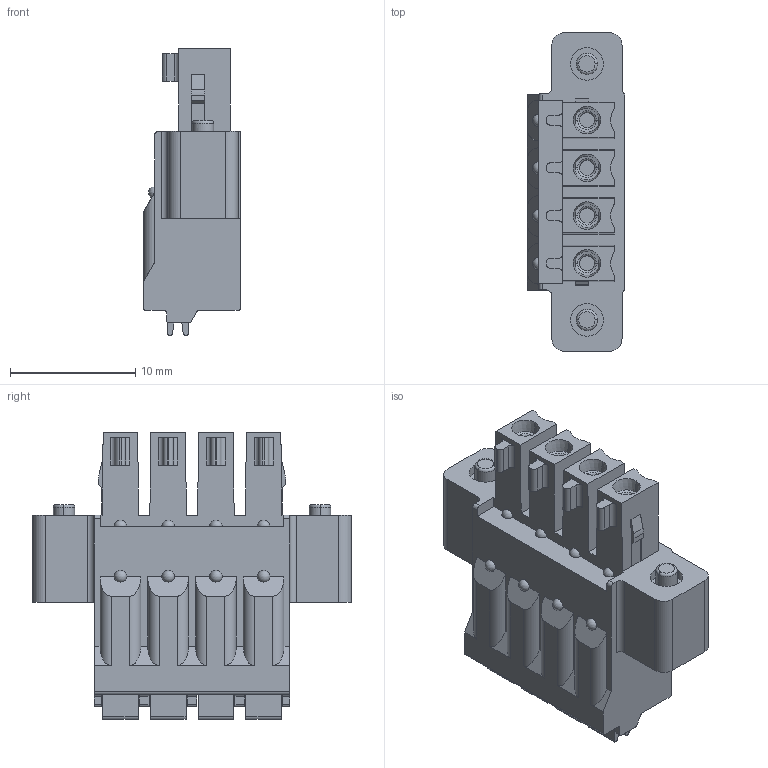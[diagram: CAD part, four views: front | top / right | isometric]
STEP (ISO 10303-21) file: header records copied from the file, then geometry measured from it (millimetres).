
FILE_DESCRIPTION((''),'2;1');
FILE_NAME('TLPSW-107-06P-X','2024-09-24T',('sheji'),(''),'PRO/ENGINEER BY PARAMETRIC TECHNOLOGY CORPORATION, 2015240','PRO/ENGINEER BY PARAMETRIC TECHNOLOGY CORPORATION, 2015240','');
FILE_SCHEMA(('CONFIG_CONTROL_DESIGN'));
Length unit declared in the file: millimetre
Products named in the file (1): TLPSW-107-06P-X
Bounding box: 7.75 x 25.43 x 22.9 mm (x, y, z)
Volume: 2216.2 mm3; surface area: 2083.8 mm2
Topology: 1 solids, 1 shells, 351 faces, 965 edges, 637 vertices
Faces by surface type: plane 177, cylinder 126, cone 24, torus 16, sphere 8
Entity records: 11464 total; most frequent: CARTESIAN_POINT 2241, DIRECTION 1982, ORIENTED_EDGE 1914, EDGE_CURVE 957, AXIS2_PLACEMENT_3D 714, VERTEX_POINT 637, VECTOR 554, LINE 554
